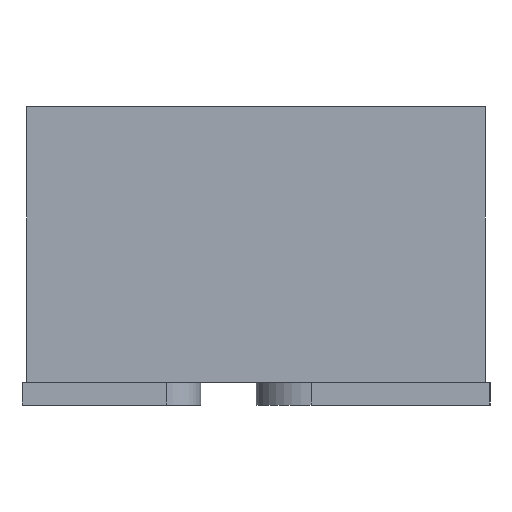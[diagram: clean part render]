
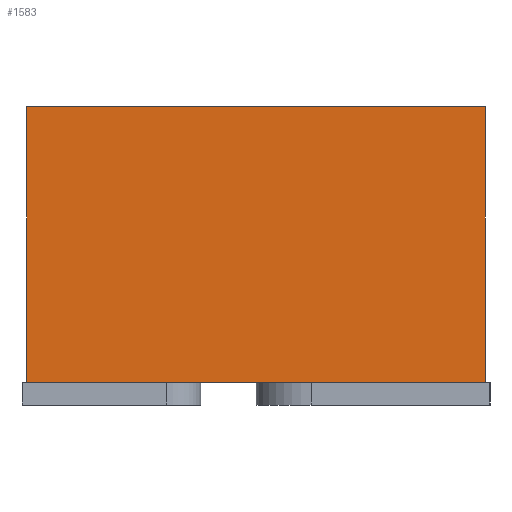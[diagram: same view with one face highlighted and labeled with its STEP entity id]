
A CAD part, left-side view. The second image highlights one B-rep face of the part: STEP entity #1583.
In plain terms, the highlighted planar face has unit normal (-1, 0, 0).
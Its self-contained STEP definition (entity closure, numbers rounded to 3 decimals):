
#80=PLANE('',#1713);
#164=FACE_OUTER_BOUND('',#248,.T.);
#248=EDGE_LOOP('',(#1462,#1463,#1464,#1465));
#432=LINE('',#2568,#623);
#439=LINE('',#2580,#630);
#440=LINE('',#2585,#631);
#442=LINE('',#2588,#633);
#623=VECTOR('',#2114,10.);
#630=VECTOR('',#2125,10.);
#631=VECTOR('',#2132,10.);
#633=VECTOR('',#2136,10.);
#802=VERTEX_POINT('',#2565);
#803=VERTEX_POINT('',#2567);
#806=VERTEX_POINT('',#2578);
#807=VERTEX_POINT('',#2584);
#1020=EDGE_CURVE('',#803,#802,#432,.T.);
#1027=EDGE_CURVE('',#802,#806,#439,.T.);
#1028=EDGE_CURVE('',#803,#807,#440,.T.);
#1030=EDGE_CURVE('',#807,#806,#442,.T.);
#1462=ORIENTED_EDGE('',*,*,#1020,.T.);
#1463=ORIENTED_EDGE('',*,*,#1027,.T.);
#1464=ORIENTED_EDGE('',*,*,#1030,.F.);
#1465=ORIENTED_EDGE('',*,*,#1028,.F.);
#1583=ADVANCED_FACE('',(#164),#80,.T.);
#1713=AXIS2_PLACEMENT_3D('',#2587,#2134,#2135);
#2114=DIRECTION('',(0.,-1.,0.));
#2125=DIRECTION('',(0.,0.,1.));
#2132=DIRECTION('',(0.,0.,1.));
#2134=DIRECTION('center_axis',(-1.,0.,0.));
#2135=DIRECTION('ref_axis',(0.,-1.,0.));
#2136=DIRECTION('',(0.,-1.,0.));
#2565=CARTESIAN_POINT('',(-1.25,-0.5,0.05));
#2567=CARTESIAN_POINT('',(-1.25,0.5,0.05));
#2568=CARTESIAN_POINT('',(-1.25,0.25,0.05));
#2578=CARTESIAN_POINT('',(-1.25,-0.5,0.65));
#2580=CARTESIAN_POINT('',(-1.25,-0.5,0.));
#2584=CARTESIAN_POINT('',(-1.25,0.5,0.65));
#2585=CARTESIAN_POINT('',(-1.25,0.5,0.));
#2587=CARTESIAN_POINT('Origin',(-1.25,0.5,0.));
#2588=CARTESIAN_POINT('',(-1.25,-0.5,0.65));
